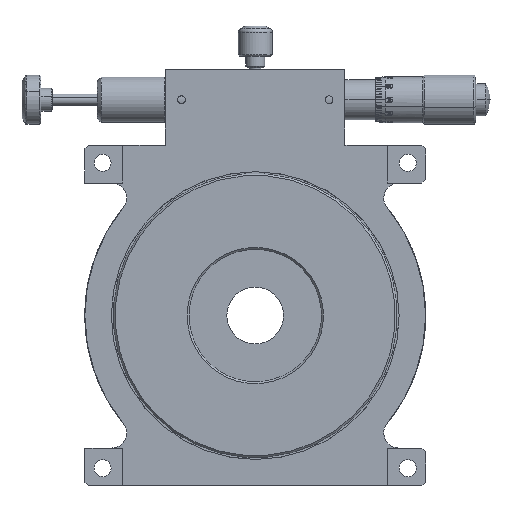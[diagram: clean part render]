
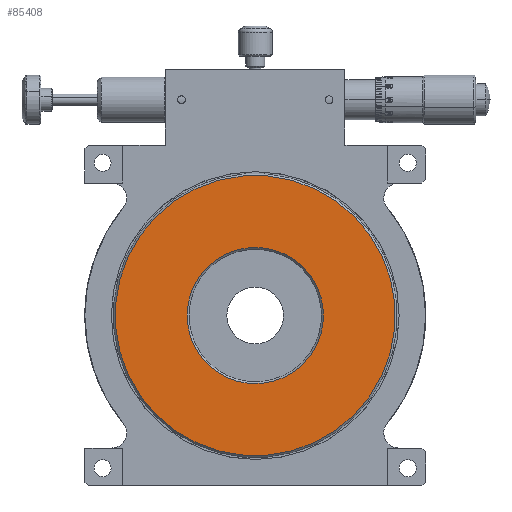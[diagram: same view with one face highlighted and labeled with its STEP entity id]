
A CAD part, front view. The second image highlights one B-rep face of the part: STEP entity #85408.
In plain terms, the highlighted planar face has unit normal (0, -1, 0).
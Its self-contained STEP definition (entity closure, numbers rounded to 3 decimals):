
#288 = CARTESIAN_POINT ( 'NONE',  ( -26.163, 0.3, -26.163 ) ) ;
#1018 = CIRCLE ( 'NONE', #93711, 18. ) ;
#7539 = CARTESIAN_POINT ( 'NONE',  ( -12.728, 0.3, -12.728 ) ) ;
#8403 = EDGE_CURVE ( 'NONE', #52210, #97001, #48664, .T. ) ;
#10088 = EDGE_CURVE ( 'NONE', #76833, #23927, #58459, .T. ) ;
#10806 = ORIENTED_EDGE ( 'NONE', *, *, #10088, .T. ) ;
#16317 = EDGE_LOOP ( 'NONE', ( #78928, #59654 ) ) ;
#19959 = CARTESIAN_POINT ( 'NONE',  ( 0., 0.3, 0. ) ) ;
#23927 = VERTEX_POINT ( 'NONE', #288 ) ;
#24706 = PLANE ( 'NONE',  #64023 ) ;
#29244 = DIRECTION ( 'NONE',  ( -0.707, 0., -0.707 ) ) ;
#32907 = CARTESIAN_POINT ( 'NONE',  ( 0., 0.3, 0. ) ) ;
#33994 = DIRECTION ( 'NONE',  ( 0., -1., 0. ) ) ;
#39189 = CARTESIAN_POINT ( 'NONE',  ( 0., 0.3, 0. ) ) ;
#42210 = DIRECTION ( 'NONE',  ( -0.707, 0., -0.707 ) ) ;
#48434 = DIRECTION ( 'NONE',  ( -0.707, 0., -0.707 ) ) ;
#48664 = CIRCLE ( 'NONE', #110312, 18. ) ;
#52210 = VERTEX_POINT ( 'NONE', #73080 ) ;
#52447 = CARTESIAN_POINT ( 'NONE',  ( 26.163, 0.3, 26.163 ) ) ;
#53017 = CARTESIAN_POINT ( 'NONE',  ( 0., 0.3, 0. ) ) ;
#58459 = CIRCLE ( 'NONE', #67769, 37. ) ;
#59654 = ORIENTED_EDGE ( 'NONE', *, *, #8403, .F. ) ;
#61378 = CARTESIAN_POINT ( 'NONE',  ( -26.517, 0.3, -26.517 ) ) ;
#61443 = EDGE_CURVE ( 'NONE', #23927, #76833, #110557, .T. ) ;
#62279 = DIRECTION ( 'NONE',  ( -0.707, 0., -0.707 ) ) ;
#64023 = AXIS2_PLACEMENT_3D ( 'NONE', #61378, #33994, #98655 ) ;
#67769 = AXIS2_PLACEMENT_3D ( 'NONE', #39189, #103759, #48434 ) ;
#68940 = ORIENTED_EDGE ( 'NONE', *, *, #61443, .T. ) ;
#73080 = CARTESIAN_POINT ( 'NONE',  ( 12.728, 0.3, 12.728 ) ) ;
#74741 = EDGE_CURVE ( 'NONE', #97001, #52210, #1018, .T. ) ;
#76833 = VERTEX_POINT ( 'NONE', #52447 ) ;
#77448 = FACE_OUTER_BOUND ( 'NONE', #106173, .T. ) ;
#78928 = ORIENTED_EDGE ( 'NONE', *, *, #74741, .F. ) ;
#84526 = DIRECTION ( 'NONE',  ( 0., -1., 0. ) ) ;
#85408 = ADVANCED_FACE ( 'NONE', ( #102119, #77448 ), #24706, .T. ) ;
#93711 = AXIS2_PLACEMENT_3D ( 'NONE', #32907, #97560, #42210 ) ;
#97001 = VERTEX_POINT ( 'NONE', #7539 ) ;
#97560 = DIRECTION ( 'NONE',  ( 0., -1., 0. ) ) ;
#98655 = DIRECTION ( 'NONE',  ( -0.707, 0., -0.707 ) ) ;
#102119 = FACE_BOUND ( 'NONE', #16317, .T. ) ;
#103759 = DIRECTION ( 'NONE',  ( 0., -1., 0. ) ) ;
#106173 = EDGE_LOOP ( 'NONE', ( #10806, #68940 ) ) ;
#110312 = AXIS2_PLACEMENT_3D ( 'NONE', #53017, #117672, #62279 ) ;
#110557 = CIRCLE ( 'NONE', #119149, 37. ) ;
#117672 = DIRECTION ( 'NONE',  ( 0., -1., 0. ) ) ;
#119149 = AXIS2_PLACEMENT_3D ( 'NONE', #19959, #84526, #29244 ) ;
